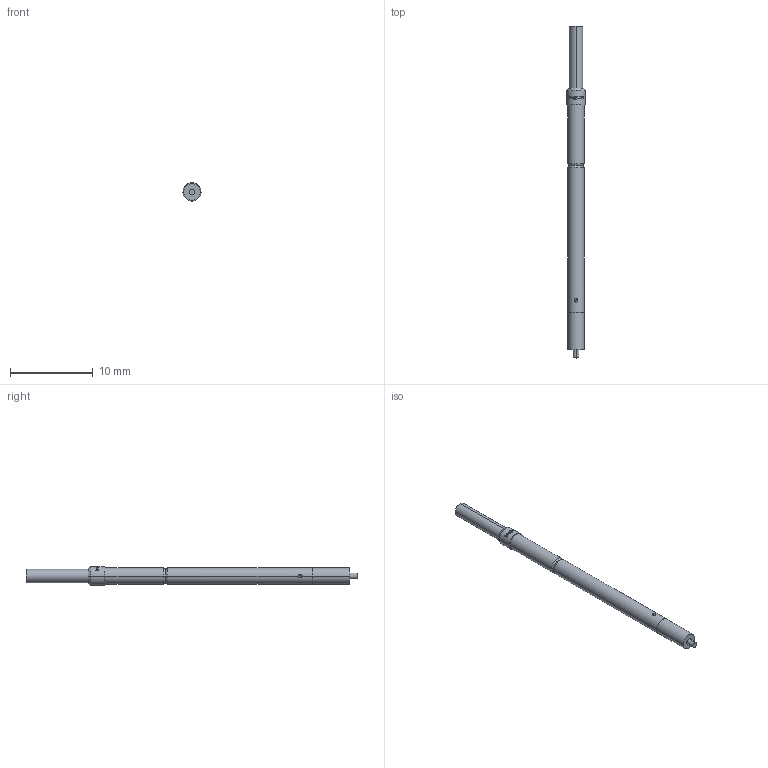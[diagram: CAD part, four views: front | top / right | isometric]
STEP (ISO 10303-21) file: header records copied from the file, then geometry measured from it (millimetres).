
FILE_DESCRIPTION (( 'STEP AP203' ), '1' );
FILE_NAME ('INGUN_HFS-010_351_050_A_xx02_A.STEP', '2022-04-20T09:31:41', ( 'ochi' ), ( '' ), 'SwSTEP 2.0', 'SolidWorks 2018', '' );
FILE_SCHEMA (( 'CONFIG_CONTROL_DESIGN' ));
Length unit declared in the file: millimetre
Products named in the file (1): INGUN_HFS-010_351_050_A_xx02_A
Bounding box: 2.2 x 40 x 2.2 mm (x, y, z)
Volume: 115.3 mm3; surface area: 250.6 mm2
Topology: 1 solids, 1 shells, 99 faces, 244 edges, 159 vertices
Faces by surface type: bspline 37, plane 34, cylinder 20, torus 4, cone 4
Entity records: 4926 total; most frequent: CARTESIAN_POINT 2935, ORIENTED_EDGE 484, EDGE_CURVE 242, DIRECTION 238, B_SPLINE_CURVE_WITH_KNOTS 176, VERTEX_POINT 159, EDGE_LOOP 113, AXIS2_PLACEMENT_3D 109
